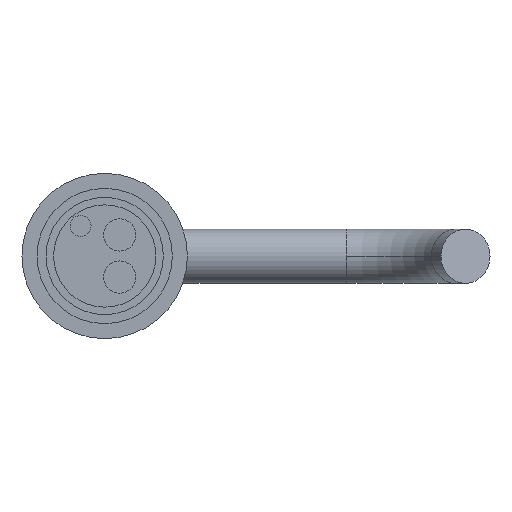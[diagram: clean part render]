
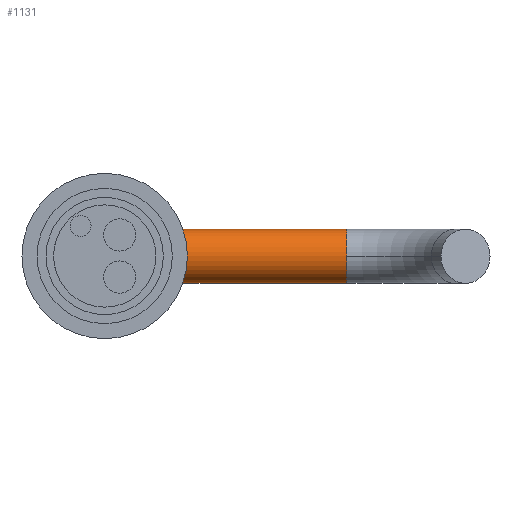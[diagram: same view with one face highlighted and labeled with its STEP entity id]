
A CAD part, front view. The second image highlights one B-rep face of the part: STEP entity #1131.
In plain terms, the highlighted cylindrical face has radius 9 mm (diameter 18 mm), a partial arc.
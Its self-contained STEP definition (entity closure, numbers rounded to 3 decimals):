
#121 = ORIENTED_EDGE ( 'NONE', *, *, #2067, .F. ) ;
#146 = CARTESIAN_POINT ( 'NONE',  ( 56.788, 44.209, 143.911 ) ) ;
#228 = LINE ( 'NONE', #1270, #1426 ) ;
#257 = VERTEX_POINT ( 'NONE', #146 ) ;
#390 = DIRECTION ( 'NONE',  ( 1., 0., 0. ) ) ;
#481 = AXIS2_PLACEMENT_3D ( 'NONE', #1049, #1037, #1661 ) ;
#505 = VERTEX_POINT ( 'NONE', #1205 ) ;
#512 = VERTEX_POINT ( 'NONE', #1014 ) ;
#590 = CARTESIAN_POINT ( 'NONE',  ( 56.788, 44.209, 125.911 ) ) ;
#622 = ORIENTED_EDGE ( 'NONE', *, *, #2097, .F. ) ;
#732 = EDGE_LOOP ( 'NONE', ( #1245, #2490, #1714, #121, #622 ) ) ;
#771 = DIRECTION ( 'NONE',  ( 0., 0., -1. ) ) ;
#843 = AXIS2_PLACEMENT_3D ( 'NONE', #2325, #1318, #1750 ) ;
#874 = EDGE_CURVE ( 'NONE', #512, #257, #228, .T. ) ;
#950 = EDGE_CURVE ( 'NONE', #505, #2141, #1623, .T. ) ;
#952 = CARTESIAN_POINT ( 'NONE',  ( 56.788, 35.209, 134.911 ) ) ;
#1014 = CARTESIAN_POINT ( 'NONE',  ( -3.74, 44.209, 143.911 ) ) ;
#1037 = DIRECTION ( 'NONE',  ( 1., 0., 0. ) ) ;
#1049 = CARTESIAN_POINT ( 'NONE',  ( -3.74, 44.209, 134.911 ) ) ;
#1076 = CYLINDRICAL_SURFACE ( 'NONE', #843, 9. ) ;
#1088 = CARTESIAN_POINT ( 'NONE',  ( -3.74, 44.209, 125.911 ) ) ;
#1108 = AXIS2_PLACEMENT_3D ( 'NONE', #1894, #2098, #1110 ) ;
#1110 = DIRECTION ( 'NONE',  ( 0., 0., -1. ) ) ;
#1131 = ADVANCED_FACE ( 'NONE', ( #1261 ), #1076, .T. ) ;
#1205 = CARTESIAN_POINT ( 'NONE',  ( -3.74, 44.209, 125.911 ) ) ;
#1220 = CIRCLE ( 'NONE', #1753, 9. ) ;
#1245 = ORIENTED_EDGE ( 'NONE', *, *, #874, .F. ) ;
#1261 = FACE_OUTER_BOUND ( 'NONE', #732, .T. ) ;
#1270 = CARTESIAN_POINT ( 'NONE',  ( -3.74, 44.209, 143.911 ) ) ;
#1287 = CIRCLE ( 'NONE', #481, 9. ) ;
#1318 = DIRECTION ( 'NONE',  ( 1., 0., 0. ) ) ;
#1364 = VERTEX_POINT ( 'NONE', #952 ) ;
#1426 = VECTOR ( 'NONE', #2045, 1000. ) ;
#1577 = CIRCLE ( 'NONE', #1108, 9. ) ;
#1623 = LINE ( 'NONE', #1088, #2239 ) ;
#1632 = EDGE_CURVE ( 'NONE', #512, #505, #1287, .T. ) ;
#1661 = DIRECTION ( 'NONE',  ( 0., 0., -1. ) ) ;
#1714 = ORIENTED_EDGE ( 'NONE', *, *, #950, .T. ) ;
#1750 = DIRECTION ( 'NONE',  ( 0., 0., -1. ) ) ;
#1753 = AXIS2_PLACEMENT_3D ( 'NONE', #2307, #390, #771 ) ;
#1870 = DIRECTION ( 'NONE',  ( 1., 0., 0. ) ) ;
#1894 = CARTESIAN_POINT ( 'NONE',  ( 56.788, 44.209, 134.911 ) ) ;
#2045 = DIRECTION ( 'NONE',  ( 1., 0., 0. ) ) ;
#2067 = EDGE_CURVE ( 'NONE', #1364, #2141, #1220, .T. ) ;
#2097 = EDGE_CURVE ( 'NONE', #257, #1364, #1577, .T. ) ;
#2098 = DIRECTION ( 'NONE',  ( 1., 0., 0. ) ) ;
#2141 = VERTEX_POINT ( 'NONE', #590 ) ;
#2239 = VECTOR ( 'NONE', #1870, 1000. ) ;
#2307 = CARTESIAN_POINT ( 'NONE',  ( 56.788, 44.209, 134.911 ) ) ;
#2325 = CARTESIAN_POINT ( 'NONE',  ( -3.74, 44.209, 134.911 ) ) ;
#2490 = ORIENTED_EDGE ( 'NONE', *, *, #1632, .T. ) ;
